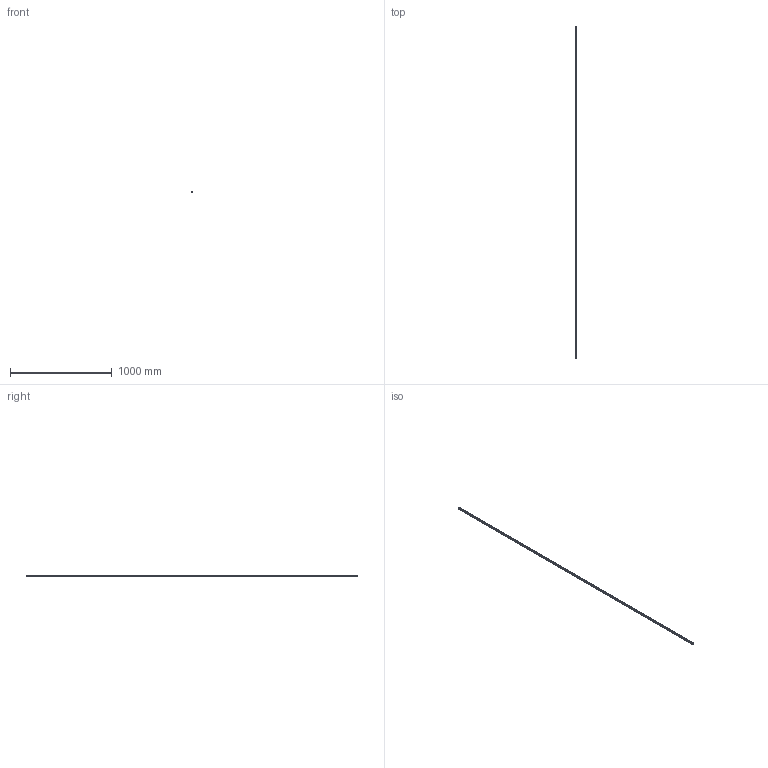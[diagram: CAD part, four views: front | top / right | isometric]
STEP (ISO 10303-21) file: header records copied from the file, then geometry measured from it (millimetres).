
FILE_DESCRIPTION(('STEP AP214'),'1');
FILE_NAME('cctmp_71D4088B-1D06-4D9E-BE5A-A7E4A21F000B_2020_4_23_13_21_51_178..stp','2020-04-23T11:21:51',('HIWIN GmbH'),('CADClick - www.CADClick.com'),'Spatial InterOp 3D',' ','unknown authorization');
FILE_SCHEMA(('AUTOMOTIVE_DESIGN'));
Length unit declared in the file: millimetre
Products named in the file (1): HGR15R3260H_FILE
Bounding box: 15 x 3260 x 15 mm (x, y, z)
Volume: 598722.8 mm3; surface area: 217196.7 mm2
Topology: 1 solids, 1 shells, 610 faces, 1317 edges, 878 vertices
Faces by surface type: cylinder 356, plane 254
Entity records: 21817 total; most frequent: DIRECTION 3251, CARTESIAN_POINT 2806, ORIENTED_EDGE 2634, AXIS2_PLACEMENT_3D 1323, EDGE_CURVE 1317, VERTEX_POINT 878, EDGE_LOOP 779, CIRCLE 712
